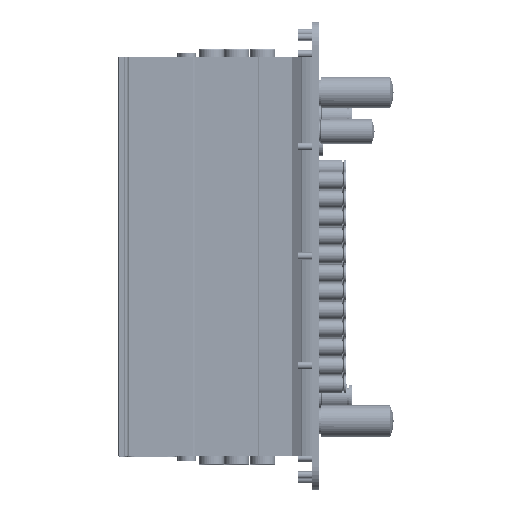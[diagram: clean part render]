
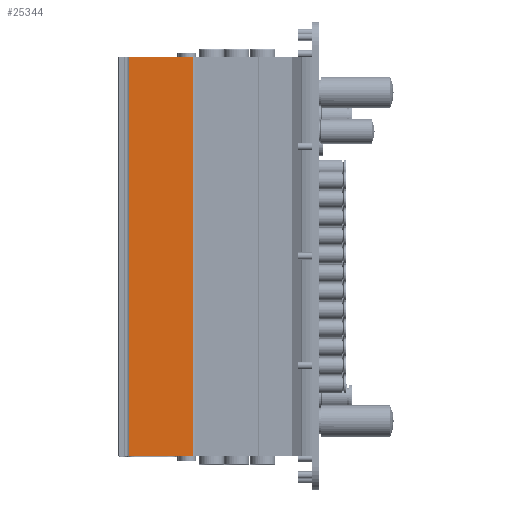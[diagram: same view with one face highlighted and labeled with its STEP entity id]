
A CAD part, front view. The second image highlights one B-rep face of the part: STEP entity #25344.
In plain terms, the highlighted planar face has unit normal (0, -1, 0).
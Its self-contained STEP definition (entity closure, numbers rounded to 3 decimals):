
#4408=FACE_OUTER_BOUND('',#6468,.T.);
#6468=EDGE_LOOP('',(#19489,#19490,#19491,#19492));
#8425=LINE('',#40633,#10222);
#8426=LINE('',#40637,#10223);
#8427=LINE('',#40639,#10224);
#8428=LINE('',#40640,#10225);
#10222=VECTOR('',#32449,10.);
#10223=VECTOR('',#32454,10.);
#10224=VECTOR('',#32455,10.);
#10225=VECTOR('',#32456,10.);
#12399=VERTEX_POINT('',#40630);
#12400=VERTEX_POINT('',#40632);
#12401=VERTEX_POINT('',#40636);
#12402=VERTEX_POINT('',#40638);
#15114=EDGE_CURVE('',#12400,#12399,#8425,.T.);
#15116=EDGE_CURVE('',#12399,#12401,#8426,.T.);
#15117=EDGE_CURVE('',#12402,#12401,#8427,.T.);
#15118=EDGE_CURVE('',#12402,#12400,#8428,.T.);
#19489=ORIENTED_EDGE('',*,*,#15116,.T.);
#19490=ORIENTED_EDGE('',*,*,#15117,.F.);
#19491=ORIENTED_EDGE('',*,*,#15118,.T.);
#19492=ORIENTED_EDGE('',*,*,#15114,.T.);
#24156=PLANE('',#27632);
#25344=ADVANCED_FACE('',(#4408),#24156,.T.);
#27632=AXIS2_PLACEMENT_3D('',#40635,#32452,#32453);
#32449=DIRECTION('',(0.,0.,1.));
#32452=DIRECTION('center_axis',(0.,-1.,0.));
#32453=DIRECTION('ref_axis',(0.,0.,-1.));
#32454=DIRECTION('',(-1.,0.,0.));
#32455=DIRECTION('',(0.,0.,1.));
#32456=DIRECTION('',(1.,0.,0.));
#40630=CARTESIAN_POINT('',(105.5,-23.,226.));
#40632=CARTESIAN_POINT('',(105.5,-23.,0.));
#40633=CARTESIAN_POINT('',(105.5,-23.,0.));
#40635=CARTESIAN_POINT('Origin',(105.5,-23.,0.));
#40636=CARTESIAN_POINT('',(69.,-23.,226.));
#40637=CARTESIAN_POINT('',(69.,-23.,226.));
#40638=CARTESIAN_POINT('',(69.,-23.,0.));
#40639=CARTESIAN_POINT('',(69.,-23.,0.));
#40640=CARTESIAN_POINT('',(69.,-23.,0.));
